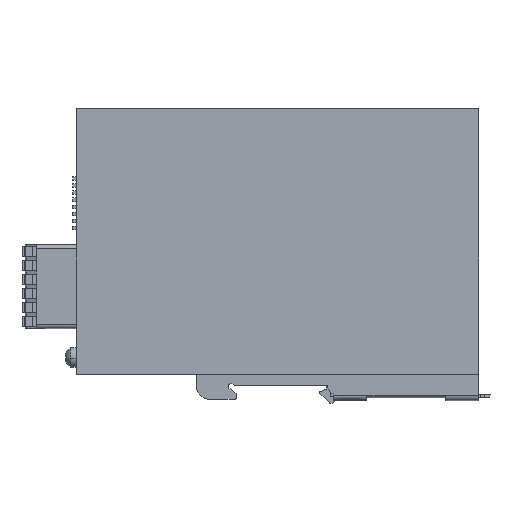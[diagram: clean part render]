
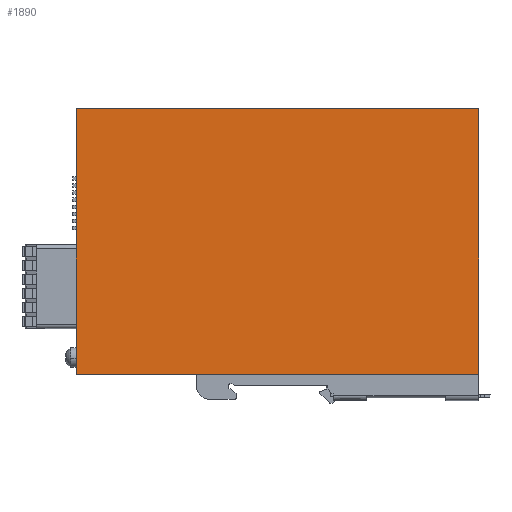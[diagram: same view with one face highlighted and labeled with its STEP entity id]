
A CAD part, left-side view. The second image highlights one B-rep face of the part: STEP entity #1890.
In plain terms, the highlighted planar face has unit normal (-1, 0, 0).
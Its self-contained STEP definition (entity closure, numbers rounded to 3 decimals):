
#1870=AXIS2_PLACEMENT_3D('Plane Axis2P3D',#1867,#1868,#1869) ;
#458=CARTESIAN_POINT('Vertex',(0.,4.,10.4)) ;
#461=CARTESIAN_POINT('Line Origine',(0.,76.,10.4)) ;
#465=CARTESIAN_POINT('Vertex',(0.,148.,10.4)) ;
#1851=CARTESIAN_POINT('Vertex',(0.,4.,105.4)) ;
#1854=CARTESIAN_POINT('Line Origine',(0.,4.,57.9)) ;
#1867=CARTESIAN_POINT('Axis2P3D Location',(0.,4.,10.4)) ;
#1872=CARTESIAN_POINT('Line Origine',(0.,76.,105.4)) ;
#1876=CARTESIAN_POINT('Vertex',(0.,148.,105.4)) ;
#1879=CARTESIAN_POINT('Line Origine',(0.,148.,57.9)) ;
#462=DIRECTION('Vector Direction',(0.,1.,0.)) ;
#1855=DIRECTION('Vector Direction',(0.,0.,1.)) ;
#1868=DIRECTION('Axis2P3D Direction',(1.,0.,0.)) ;
#1869=DIRECTION('Axis2P3D XDirection',(0.,1.,0.)) ;
#1873=DIRECTION('Vector Direction',(0.,1.,0.)) ;
#1880=DIRECTION('Vector Direction',(0.,0.,1.)) ;
#463=VECTOR('Line Direction',#462,1.) ;
#1856=VECTOR('Line Direction',#1855,1.) ;
#1874=VECTOR('Line Direction',#1873,1.) ;
#1881=VECTOR('Line Direction',#1880,1.) ;
#1885=ORIENTED_EDGE('',*,*,#1878,.T.) ;
#1886=ORIENTED_EDGE('',*,*,#1883,.F.) ;
#1887=ORIENTED_EDGE('',*,*,#467,.F.) ;
#1888=ORIENTED_EDGE('',*,*,#1858,.T.) ;
#1890=ADVANCED_FACE('SWITCH',(#1889),#1871,.F.) ;
#467=EDGE_CURVE('',#459,#466,#464,.T.) ;
#1858=EDGE_CURVE('',#459,#1852,#1857,.T.) ;
#1878=EDGE_CURVE('',#1852,#1877,#1875,.T.) ;
#1883=EDGE_CURVE('',#466,#1877,#1882,.T.) ;
#1884=EDGE_LOOP('',(#1885,#1886,#1887,#1888)) ;
#1889=FACE_OUTER_BOUND('',#1884,.T.) ;
#464=LINE('Line',#461,#463) ;
#1857=LINE('Line',#1854,#1856) ;
#1875=LINE('Line',#1872,#1874) ;
#1882=LINE('Line',#1879,#1881) ;
#1871=PLANE('',#1870) ;
#459=VERTEX_POINT('',#458) ;
#466=VERTEX_POINT('',#465) ;
#1852=VERTEX_POINT('',#1851) ;
#1877=VERTEX_POINT('',#1876) ;
